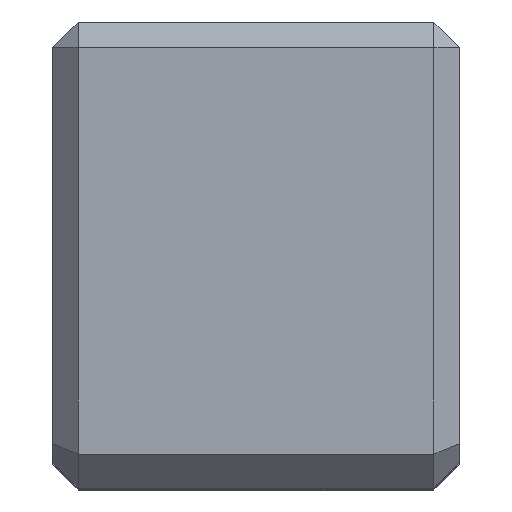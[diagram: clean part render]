
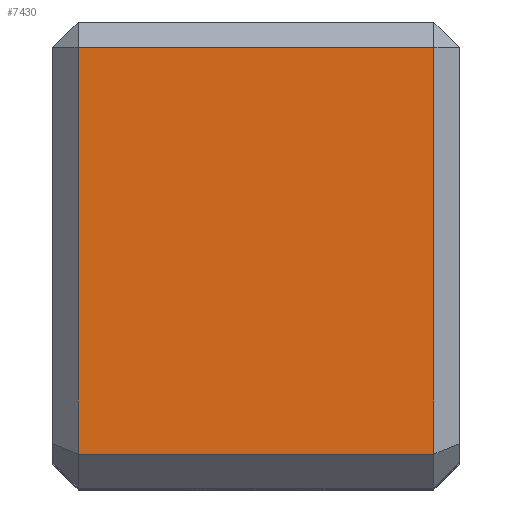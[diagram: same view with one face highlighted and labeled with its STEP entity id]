
A CAD part, top view. The second image highlights one B-rep face of the part: STEP entity #7430.
In plain terms, the highlighted planar face has unit normal (0, 0, 1).
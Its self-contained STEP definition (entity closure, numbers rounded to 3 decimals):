
#3562 = PLANE('',#3563);
#3563 = AXIS2_PLACEMENT_3D('',#3564,#3565,#3566);
#3564 = CARTESIAN_POINT('',(15.25,13.,34.25));
#3565 = DIRECTION('',(0.707,0.,0.707)
  );
#3566 = DIRECTION('',(0.707,0.,-0.707));
#4165 = PLANE('',#4166);
#4166 = AXIS2_PLACEMENT_3D('',#4167,#4168,#4169);
#4167 = CARTESIAN_POINT('',(-7.25,13.,34.25));
#4168 = DIRECTION('',(-0.707,0.,0.707
    ));
#4169 = DIRECTION('',(0.707,0.,0.707));
#6299 = PLANE('',#6300);
#6300 = AXIS2_PLACEMENT_3D('',#6301,#6302,#6303);
#6301 = CARTESIAN_POINT('',(-2.,-7.5,34.));
#6302 = DIRECTION('',(0.,-0.707,0.707)
  );
#6303 = DIRECTION('',(1.,0.,0.));
#6392 = VERTEX_POINT('',#6393);
#6393 = CARTESIAN_POINT('',(-6.5,17.5,35.));
#6428 = PLANE('',#6429);
#6429 = AXIS2_PLACEMENT_3D('',#6430,#6431,#6432);
#6430 = CARTESIAN_POINT('',(-2.,18.25,34.25));
#6431 = DIRECTION('',(0.,0.707,0.707)
  );
#6432 = DIRECTION('',(1.,0.,0.));
#6443 = EDGE_CURVE('',#6444,#6392,#6446,.T.);
#6444 = VERTEX_POINT('',#6445);
#6445 = CARTESIAN_POINT('',(-6.5,-6.5,35.));
#6446 = SURFACE_CURVE('',#6447,(#6451,#6458),.PCURVE_S1.);
#6447 = LINE('',#6448,#6449);
#6448 = CARTESIAN_POINT('',(-6.5,13.,35.));
#6449 = VECTOR('',#6450,1.);
#6450 = DIRECTION('',(0.,1.,0.));
#6451 = PCURVE('',#4165,#6452);
#6452 = DEFINITIONAL_REPRESENTATION('',(#6453),#6457);
#6453 = LINE('',#6454,#6455);
#6454 = CARTESIAN_POINT('',(1.061,0.));
#6455 = VECTOR('',#6456,1.);
#6456 = DIRECTION('',(0.,1.));
#6457 = ( GEOMETRIC_REPRESENTATION_CONTEXT(2) 
PARAMETRIC_REPRESENTATION_CONTEXT() REPRESENTATION_CONTEXT('2D SPACE',''
  ) );
#6458 = PCURVE('',#6459,#6464);
#6459 = PLANE('',#6460);
#6460 = AXIS2_PLACEMENT_3D('',#6461,#6462,#6463);
#6461 = CARTESIAN_POINT('',(-8.,13.,35.));
#6462 = DIRECTION('',(0.,0.,1.));
#6463 = DIRECTION('',(1.,0.,0.));
#6464 = DEFINITIONAL_REPRESENTATION('',(#6465),#6469);
#6465 = LINE('',#6466,#6467);
#6466 = CARTESIAN_POINT('',(1.5,0.));
#6467 = VECTOR('',#6468,1.);
#6468 = DIRECTION('',(0.,1.));
#6469 = ( GEOMETRIC_REPRESENTATION_CONTEXT(2) 
PARAMETRIC_REPRESENTATION_CONTEXT() REPRESENTATION_CONTEXT('2D SPACE',''
  ) );
#6547 = VERTEX_POINT('',#6548);
#6548 = CARTESIAN_POINT('',(14.5,17.5,35.));
#6623 = EDGE_CURVE('',#6547,#6624,#6626,.T.);
#6624 = VERTEX_POINT('',#6625);
#6625 = CARTESIAN_POINT('',(14.5,-6.5,35.));
#6626 = SURFACE_CURVE('',#6627,(#6631,#6638),.PCURVE_S1.);
#6627 = LINE('',#6628,#6629);
#6628 = CARTESIAN_POINT('',(14.5,13.,35.));
#6629 = VECTOR('',#6630,1.);
#6630 = DIRECTION('',(0.,-1.,0.));
#6631 = PCURVE('',#3562,#6632);
#6632 = DEFINITIONAL_REPRESENTATION('',(#6633),#6637);
#6633 = LINE('',#6634,#6635);
#6634 = CARTESIAN_POINT('',(-1.061,0.));
#6635 = VECTOR('',#6636,1.);
#6636 = DIRECTION('',(0.,-1.));
#6637 = ( GEOMETRIC_REPRESENTATION_CONTEXT(2) 
PARAMETRIC_REPRESENTATION_CONTEXT() REPRESENTATION_CONTEXT('2D SPACE',''
  ) );
#6638 = PCURVE('',#6459,#6639);
#6639 = DEFINITIONAL_REPRESENTATION('',(#6640),#6644);
#6640 = LINE('',#6641,#6642);
#6641 = CARTESIAN_POINT('',(22.5,0.));
#6642 = VECTOR('',#6643,1.);
#6643 = DIRECTION('',(0.,-1.));
#6644 = ( GEOMETRIC_REPRESENTATION_CONTEXT(2) 
PARAMETRIC_REPRESENTATION_CONTEXT() REPRESENTATION_CONTEXT('2D SPACE',''
  ) );
#7062 = EDGE_CURVE('',#6392,#6547,#7063,.T.);
#7063 = SURFACE_CURVE('',#7064,(#7068,#7075),.PCURVE_S1.);
#7064 = LINE('',#7065,#7066);
#7065 = CARTESIAN_POINT('',(-2.,17.5,35.));
#7066 = VECTOR('',#7067,1.);
#7067 = DIRECTION('',(1.,0.,0.));
#7068 = PCURVE('',#6428,#7069);
#7069 = DEFINITIONAL_REPRESENTATION('',(#7070),#7074);
#7070 = LINE('',#7071,#7072);
#7071 = CARTESIAN_POINT('',(0.,-1.061));
#7072 = VECTOR('',#7073,1.);
#7073 = DIRECTION('',(1.,0.));
#7074 = ( GEOMETRIC_REPRESENTATION_CONTEXT(2) 
PARAMETRIC_REPRESENTATION_CONTEXT() REPRESENTATION_CONTEXT('2D SPACE',''
  ) );
#7075 = PCURVE('',#6459,#7076);
#7076 = DEFINITIONAL_REPRESENTATION('',(#7077),#7081);
#7077 = LINE('',#7078,#7079);
#7078 = CARTESIAN_POINT('',(6.,4.5));
#7079 = VECTOR('',#7080,1.);
#7080 = DIRECTION('',(1.,0.));
#7081 = ( GEOMETRIC_REPRESENTATION_CONTEXT(2) 
PARAMETRIC_REPRESENTATION_CONTEXT() REPRESENTATION_CONTEXT('2D SPACE',''
  ) );
#7193 = EDGE_CURVE('',#6624,#6444,#7194,.T.);
#7194 = SURFACE_CURVE('',#7195,(#7199,#7206),.PCURVE_S1.);
#7195 = LINE('',#7196,#7197);
#7196 = CARTESIAN_POINT('',(-2.,-6.5,35.));
#7197 = VECTOR('',#7198,1.);
#7198 = DIRECTION('',(-1.,0.,0.));
#7199 = PCURVE('',#6299,#7200);
#7200 = DEFINITIONAL_REPRESENTATION('',(#7201),#7205);
#7201 = LINE('',#7202,#7203);
#7202 = CARTESIAN_POINT('',(0.,1.414));
#7203 = VECTOR('',#7204,1.);
#7204 = DIRECTION('',(-1.,0.));
#7205 = ( GEOMETRIC_REPRESENTATION_CONTEXT(2) 
PARAMETRIC_REPRESENTATION_CONTEXT() REPRESENTATION_CONTEXT('2D SPACE',''
  ) );
#7206 = PCURVE('',#6459,#7207);
#7207 = DEFINITIONAL_REPRESENTATION('',(#7208),#7212);
#7208 = LINE('',#7209,#7210);
#7209 = CARTESIAN_POINT('',(6.,-19.5));
#7210 = VECTOR('',#7211,1.);
#7211 = DIRECTION('',(-1.,0.));
#7212 = ( GEOMETRIC_REPRESENTATION_CONTEXT(2) 
PARAMETRIC_REPRESENTATION_CONTEXT() REPRESENTATION_CONTEXT('2D SPACE',''
  ) );
#7430 = ADVANCED_FACE('',(#7431),#6459,.T.);
#7431 = FACE_BOUND('',#7432,.T.);
#7432 = EDGE_LOOP('',(#7433,#7434,#7435,#7436));
#7433 = ORIENTED_EDGE('',*,*,#6443,.F.);
#7434 = ORIENTED_EDGE('',*,*,#7193,.F.);
#7435 = ORIENTED_EDGE('',*,*,#6623,.F.);
#7436 = ORIENTED_EDGE('',*,*,#7062,.F.);
